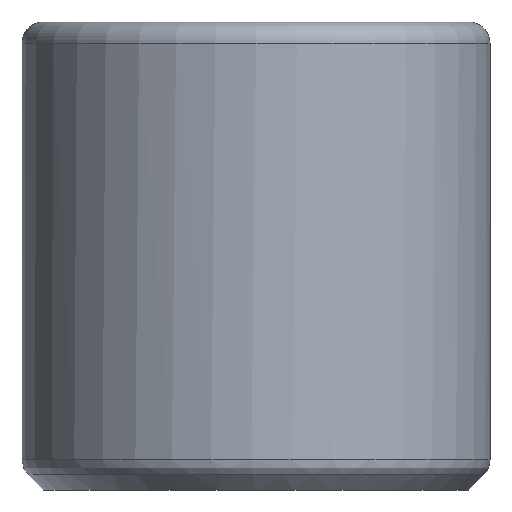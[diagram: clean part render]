
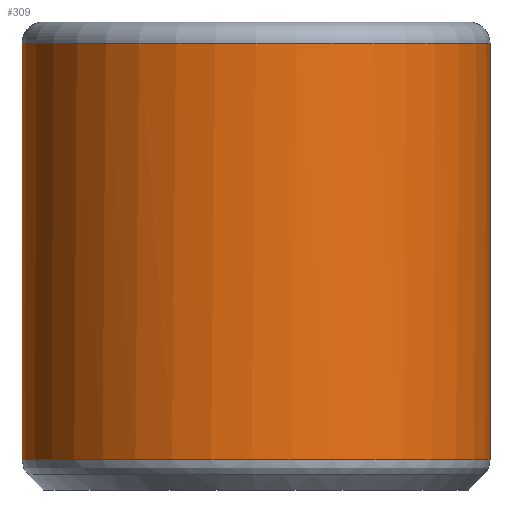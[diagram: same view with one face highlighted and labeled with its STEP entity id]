
A CAD part, front view. The second image highlights one B-rep face of the part: STEP entity #309.
In plain terms, the highlighted cylindrical face has radius 11 mm (diameter 22 mm), a full revolution.
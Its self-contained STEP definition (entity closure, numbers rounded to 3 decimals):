
#241 = TOROIDAL_SURFACE('',#242,10.,1.);
#242 = AXIS2_PLACEMENT_3D('',#243,#244,#245);
#243 = CARTESIAN_POINT('',(0.,0.,21.));
#244 = DIRECTION('',(0.,0.,1.));
#245 = DIRECTION('',(1.,0.,-0.));
#260 = VERTEX_POINT('',#261);
#261 = CARTESIAN_POINT('',(11.,0.,21.));
#281 = EDGE_CURVE('',#260,#260,#282,.T.);
#282 = SURFACE_CURVE('',#283,(#288,#295),.PCURVE_S1.);
#283 = CIRCLE('',#284,11.);
#284 = AXIS2_PLACEMENT_3D('',#285,#286,#287);
#285 = CARTESIAN_POINT('',(0.,0.,21.));
#286 = DIRECTION('',(0.,0.,1.));
#287 = DIRECTION('',(1.,0.,-0.));
#288 = PCURVE('',#241,#289);
#289 = DEFINITIONAL_REPRESENTATION('',(#290),#294);
#290 = LINE('',#291,#292);
#291 = CARTESIAN_POINT('',(0.,0.));
#292 = VECTOR('',#293,1.);
#293 = DIRECTION('',(1.,0.));
#294 = ( GEOMETRIC_REPRESENTATION_CONTEXT(2) 
PARAMETRIC_REPRESENTATION_CONTEXT() REPRESENTATION_CONTEXT('2D SPACE',''
  ) );
#295 = PCURVE('',#296,#301);
#296 = CYLINDRICAL_SURFACE('',#297,11.);
#297 = AXIS2_PLACEMENT_3D('',#298,#299,#300);
#298 = CARTESIAN_POINT('',(0.,0.,0.));
#299 = DIRECTION('',(-0.,-0.,-1.));
#300 = DIRECTION('',(1.,0.,0.));
#301 = DEFINITIONAL_REPRESENTATION('',(#302),#306);
#302 = LINE('',#303,#304);
#303 = CARTESIAN_POINT('',(-0.,-21.));
#304 = VECTOR('',#305,1.);
#305 = DIRECTION('',(-1.,0.));
#306 = ( GEOMETRIC_REPRESENTATION_CONTEXT(2) 
PARAMETRIC_REPRESENTATION_CONTEXT() REPRESENTATION_CONTEXT('2D SPACE',''
  ) );
#309 = ADVANCED_FACE('',(#310),#296,.T.);
#310 = FACE_BOUND('',#311,.F.);
#311 = EDGE_LOOP('',(#312,#335,#336,#337));
#312 = ORIENTED_EDGE('',*,*,#313,.T.);
#313 = EDGE_CURVE('',#314,#260,#316,.T.);
#314 = VERTEX_POINT('',#315);
#315 = CARTESIAN_POINT('',(11.,0.,1.414));
#316 = SEAM_CURVE('',#317,(#321,#328),.PCURVE_S1.);
#317 = LINE('',#318,#319);
#318 = CARTESIAN_POINT('',(11.,0.,0.));
#319 = VECTOR('',#320,1.);
#320 = DIRECTION('',(0.,0.,1.));
#321 = PCURVE('',#296,#322);
#322 = DEFINITIONAL_REPRESENTATION('',(#323),#327);
#323 = LINE('',#324,#325);
#324 = CARTESIAN_POINT('',(-0.,0.));
#325 = VECTOR('',#326,1.);
#326 = DIRECTION('',(-0.,-1.));
#327 = ( GEOMETRIC_REPRESENTATION_CONTEXT(2) 
PARAMETRIC_REPRESENTATION_CONTEXT() REPRESENTATION_CONTEXT('2D SPACE',''
  ) );
#328 = PCURVE('',#296,#329);
#329 = DEFINITIONAL_REPRESENTATION('',(#330),#334);
#330 = LINE('',#331,#332);
#331 = CARTESIAN_POINT('',(-6.283,0.));
#332 = VECTOR('',#333,1.);
#333 = DIRECTION('',(-0.,-1.));
#334 = ( GEOMETRIC_REPRESENTATION_CONTEXT(2) 
PARAMETRIC_REPRESENTATION_CONTEXT() REPRESENTATION_CONTEXT('2D SPACE',''
  ) );
#335 = ORIENTED_EDGE('',*,*,#281,.T.);
#336 = ORIENTED_EDGE('',*,*,#313,.F.);
#337 = ORIENTED_EDGE('',*,*,#338,.F.);
#338 = EDGE_CURVE('',#314,#314,#339,.T.);
#339 = SURFACE_CURVE('',#340,(#356,#380),.PCURVE_S1.);
#340 = ( BOUNDED_CURVE() B_SPLINE_CURVE(14,(#341,#342,#343,#344,#345,
    #346,#347,#348,#349,#350,#351,#352,#353,#354,#355),.UNSPECIFIED.,.T.
,.F.) B_SPLINE_CURVE_WITH_KNOTS((15,15),(0.,69.115),
.PIECEWISE_BEZIER_KNOTS.) CURVE() GEOMETRIC_REPRESENTATION_ITEM() 
RATIONAL_B_SPLINE_CURVE((1.,1.,1.,1.,1.,1.,
    1.,1.,1.,1.,
1.,1.,1.,1.,1.)) REPRESENTATION_ITEM('') );
#341 = CARTESIAN_POINT('',(11.,0.,1.414));
#342 = CARTESIAN_POINT('',(11.,4.865,1.414
    ));
#343 = CARTESIAN_POINT('',(8.683,9.834,1.414)
  );
#344 = CARTESIAN_POINT('',(3.885,13.612,1.414
    ));
#345 = CARTESIAN_POINT('',(-2.658,14.854,
    1.414));
#346 = CARTESIAN_POINT('',(-9.437,12.395,
    1.414));
#347 = CARTESIAN_POINT('',(-13.984,7.529,1.414
    ));
#348 = CARTESIAN_POINT('',(-16.861,0.,
    1.414));
#349 = CARTESIAN_POINT('',(-13.984,-7.529,1.414
    ));
#350 = CARTESIAN_POINT('',(-9.437,-12.395,
    1.414));
#351 = CARTESIAN_POINT('',(-2.658,-14.854,
    1.414));
#352 = CARTESIAN_POINT('',(3.885,-13.612,1.414
    ));
#353 = CARTESIAN_POINT('',(8.683,-9.834,1.414
    ));
#354 = CARTESIAN_POINT('',(11.,-4.865,
    1.414));
#355 = CARTESIAN_POINT('',(11.,0.,1.414));
#356 = PCURVE('',#296,#357);
#357 = DEFINITIONAL_REPRESENTATION('',(#358),#379);
#358 = B_SPLINE_CURVE_WITH_KNOTS('',10,(#359,#360,#361,#362,#363,#364,
    #365,#366,#367,#368,#369,#370,#371,#372,#373,#374,#375,#376,#377,
    #378),.UNSPECIFIED.,.F.,.F.,(11,9,11),(0.,34.558,
    69.115),.UNSPECIFIED.);
#359 = CARTESIAN_POINT('',(0.,-1.414));
#360 = CARTESIAN_POINT('',(-0.31,-1.414));
#361 = CARTESIAN_POINT('',(-0.624,-1.414));
#362 = CARTESIAN_POINT('',(-0.94,-1.414));
#363 = CARTESIAN_POINT('',(-1.256,-1.414));
#364 = CARTESIAN_POINT('',(-1.57,-1.414));
#365 = CARTESIAN_POINT('',(-1.885,-1.414));
#366 = CARTESIAN_POINT('',(-2.199,-1.414));
#367 = CARTESIAN_POINT('',(-2.513,-1.414));
#368 = CARTESIAN_POINT('',(-2.827,-1.414));
#369 = CARTESIAN_POINT('',(-3.456,-1.414));
#370 = CARTESIAN_POINT('',(-3.77,-1.414));
#371 = CARTESIAN_POINT('',(-4.084,-1.414));
#372 = CARTESIAN_POINT('',(-4.398,-1.414));
#373 = CARTESIAN_POINT('',(-4.713,-1.414));
#374 = CARTESIAN_POINT('',(-5.027,-1.414));
#375 = CARTESIAN_POINT('',(-5.343,-1.414));
#376 = CARTESIAN_POINT('',(-5.659,-1.414));
#377 = CARTESIAN_POINT('',(-5.974,-1.414));
#378 = CARTESIAN_POINT('',(-6.283,-1.414));
#379 = ( GEOMETRIC_REPRESENTATION_CONTEXT(2) 
PARAMETRIC_REPRESENTATION_CONTEXT() REPRESENTATION_CONTEXT('2D SPACE',''
  ) );
#380 = PCURVE('',#381,#427);
#381 = ( BOUNDED_SURFACE() B_SPLINE_SURFACE(2,14,(
    (#382,#383,#384,#385,#386,#387,#388,#389,#390,#391,#392,#393,#394
      ,#395,#396)
    ,(#397,#398,#399,#400,#401,#402,#403,#404,#405,#406,#407,#408,#409
      ,#410,#411)
    ,(#412,#413,#414,#415,#416,#417,#418,#419,#420,#421,#422,#423,#424
      ,#425,#426
)),.UNSPECIFIED.,.F.,.T.,.F.) B_SPLINE_SURFACE_WITH_KNOTS((3,3),(15,15),
  (0.,69.115),(0.,69.115),.PIECEWISE_BEZIER_KNOTS.) 
GEOMETRIC_REPRESENTATION_ITEM() RATIONAL_B_SPLINE_SURFACE((
    (1.,1.,1.,1.,1.,1.,1.
      ,1.,1.,1.,1.
      ,1.,1.,1.,1.)
    ,(0.924,0.924,0.924,0.924
      ,0.924,0.924,0.924,0.924
      ,0.924,0.924,0.924,0.924
      ,0.924,0.924,0.924)
    ,(1.,1.,1.,1.,1.,1.,1.
      ,1.,1.,1.,1.
,1.,1.,1.,1.))) REPRESENTATION_ITEM('') SURFACE() );
#382 = CARTESIAN_POINT('',(11.,0.,1.414));
#383 = CARTESIAN_POINT('',(11.,4.865,1.414
    ));
#384 = CARTESIAN_POINT('',(8.683,9.834,1.414)
  );
#385 = CARTESIAN_POINT('',(3.885,13.612,1.414
    ));
#386 = CARTESIAN_POINT('',(-2.658,14.854,
    1.414));
#387 = CARTESIAN_POINT('',(-9.437,12.395,
    1.414));
#388 = CARTESIAN_POINT('',(-13.984,7.529,1.414
    ));
#389 = CARTESIAN_POINT('',(-16.861,0.,
    1.414));
#390 = CARTESIAN_POINT('',(-13.984,-7.529,1.414
    ));
#391 = CARTESIAN_POINT('',(-9.437,-12.395,
    1.414));
#392 = CARTESIAN_POINT('',(-2.658,-14.854,
    1.414));
#393 = CARTESIAN_POINT('',(3.885,-13.612,1.414
    ));
#394 = CARTESIAN_POINT('',(8.683,-9.834,1.414
    ));
#395 = CARTESIAN_POINT('',(11.,-4.865,
    1.414));
#396 = CARTESIAN_POINT('',(11.,0.,1.414));
#397 = CARTESIAN_POINT('',(11.,0.,1.));
#398 = CARTESIAN_POINT('',(11.,4.865,1.));
#399 = CARTESIAN_POINT('',(8.683,9.834,1.));
#400 = CARTESIAN_POINT('',(3.885,13.612,1.
    ));
#401 = CARTESIAN_POINT('',(-2.658,14.854,
    1.));
#402 = CARTESIAN_POINT('',(-9.437,12.395,1.
    ));
#403 = CARTESIAN_POINT('',(-13.984,7.529,1.
    ));
#404 = CARTESIAN_POINT('',(-16.861,0.,
    1.));
#405 = CARTESIAN_POINT('',(-13.984,-7.529,
    1.));
#406 = CARTESIAN_POINT('',(-9.437,-12.395,1.
    ));
#407 = CARTESIAN_POINT('',(-2.658,-14.854,
    1.));
#408 = CARTESIAN_POINT('',(3.885,-13.612,1.));
#409 = CARTESIAN_POINT('',(8.683,-9.834,1.));
#410 = CARTESIAN_POINT('',(11.,-4.865,1.));
#411 = CARTESIAN_POINT('',(11.,0.,1.));
#412 = CARTESIAN_POINT('',(10.707,0.,0.707));
#413 = CARTESIAN_POINT('',(10.707,4.736,0.707
    ));
#414 = CARTESIAN_POINT('',(8.452,9.572,0.707)
  );
#415 = CARTESIAN_POINT('',(3.782,13.249,0.707
    ));
#416 = CARTESIAN_POINT('',(-2.588,14.458,
    0.707));
#417 = CARTESIAN_POINT('',(-9.186,12.065,
    0.707));
#418 = CARTESIAN_POINT('',(-13.612,7.328,0.707
    ));
#419 = CARTESIAN_POINT('',(-16.412,0.,
    0.707));
#420 = CARTESIAN_POINT('',(-13.612,-7.328,
    0.707));
#421 = CARTESIAN_POINT('',(-9.186,-12.065,
    0.707));
#422 = CARTESIAN_POINT('',(-2.588,-14.458,
    0.707));
#423 = CARTESIAN_POINT('',(3.782,-13.249,0.707
    ));
#424 = CARTESIAN_POINT('',(8.452,-9.572,0.707
    ));
#425 = CARTESIAN_POINT('',(10.707,-4.736,0.707
    ));
#426 = CARTESIAN_POINT('',(10.707,0.,
    0.707));
#427 = DEFINITIONAL_REPRESENTATION('',(#428),#432);
#428 = LINE('',#429,#430);
#429 = CARTESIAN_POINT('',(0.,0.));
#430 = VECTOR('',#431,1.);
#431 = DIRECTION('',(0.,1.));
#432 = ( GEOMETRIC_REPRESENTATION_CONTEXT(2) 
PARAMETRIC_REPRESENTATION_CONTEXT() REPRESENTATION_CONTEXT('2D SPACE',''
  ) );
